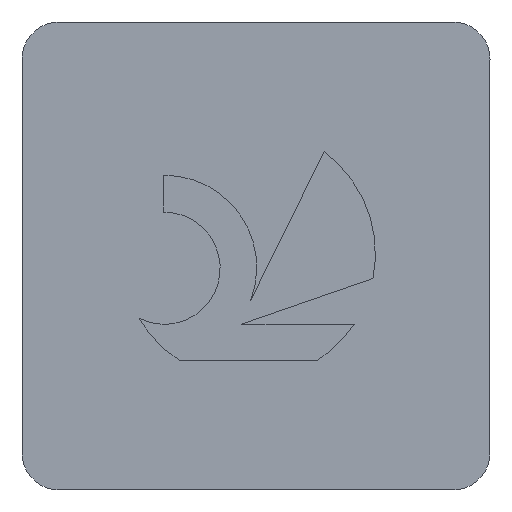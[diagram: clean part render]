
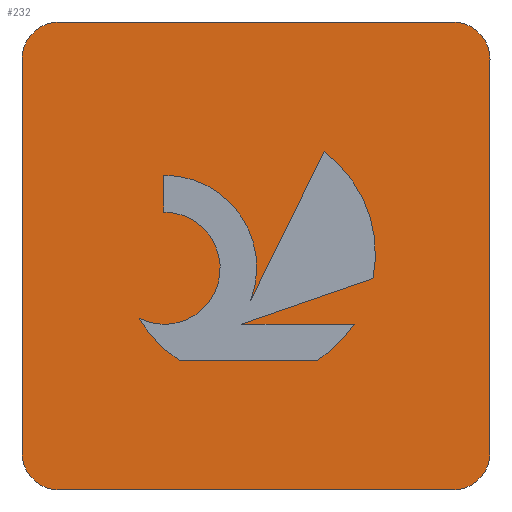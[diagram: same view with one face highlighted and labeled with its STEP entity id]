
A CAD part, top view. The second image highlights one B-rep face of the part: STEP entity #232.
In plain terms, the highlighted planar face has unit normal (0, 0, 1).
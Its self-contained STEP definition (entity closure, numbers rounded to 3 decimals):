
#150=VERTEX_POINT('',#403);
#154=EDGE_CURVE('',#348,#186,#408,.T.);
#156=VERTEX_POINT('',#410);
#160=VERTEX_POINT('',#414);
#162=EDGE_CURVE('',#350,#150,#416,.T.);
#180=VERTEX_POINT('',#436);
#182=VERTEX_POINT('',#438);
#184=EDGE_CURVE('',#186,#316,#440,.T.);
#186=VERTEX_POINT('',#442);
#200=EDGE_CURVE('',#180,#350,#456,.T.);
#204=EDGE_CURVE('',#326,#230,#460,.T.);
#210=EDGE_CURVE('',#316,#238,#467,.T.);
#216=EDGE_CURVE('',#274,#236,#473,.T.);
#226=EDGE_CURVE('',#288,#242,#485,.T.);
#230=VERTEX_POINT('',#489);
#232=ADVANCED_FACE('',(#491,#492),#493,.T.);
#236=VERTEX_POINT('',#497);
#238=VERTEX_POINT('',#499);
#240=EDGE_CURVE('',#328,#156,#501,.T.);
#242=VERTEX_POINT('',#503);
#252=EDGE_CURVE('',#160,#180,#514,.T.);
#274=VERTEX_POINT('',#540);
#288=VERTEX_POINT('',#556);
#312=EDGE_CURVE('',#182,#328,#585,.T.);
#316=VERTEX_POINT('',#589);
#320=EDGE_CURVE('',#156,#160,#594,.T.);
#326=VERTEX_POINT('',#601);
#328=VERTEX_POINT('',#603);
#330=VERTEX_POINT('',#605);
#334=EDGE_CURVE('',#236,#330,#609,.T.);
#342=EDGE_CURVE('',#344,#288,#617,.T.);
#344=VERTEX_POINT('',#619);
#348=VERTEX_POINT('',#623);
#350=VERTEX_POINT('',#625);
#354=EDGE_CURVE('',#150,#348,#629,.T.);
#358=EDGE_CURVE('',#242,#274,#633,.T.);
#360=EDGE_CURVE('',#330,#326,#635,.T.);
#366=EDGE_CURVE('',#238,#182,#641,.T.);
#374=EDGE_CURVE('',#230,#344,#649,.T.);
#403=CARTESIAN_POINT('',(6.139,5.084,0.0));
#408=CIRCLE('',#680,3.412);
#410=CARTESIAN_POINT('',(3.143,4.61,0.0));
#414=CARTESIAN_POINT('',(4.49,7.304,0.0));
#416=CIRCLE('',#691,2.479);
#436=CARTESIAN_POINT('',(3.807,7.463,0.0));
#438=CARTESIAN_POINT('',(7.94,3.484,0.0));
#440=LINE('',#720,#721);
#442=CARTESIAN_POINT('',(9.427,5.677,0.0));
#456=LINE('',#746,#747);
#460=CIRCLE('',#753,1.0);
#467=LINE('',#762,#763);
#473=LINE('',#770,#771);
#485=LINE('',#786,#787);
#489=CARTESIAN_POINT('',(12.57,1.0,0.0));
#491=FACE_BOUND('',#795,.T.);
#492=FACE_OUTER_BOUND('',#796,.T.);
#493=PLANE('',#797);
#497=CARTESIAN_POINT('',(0.0,1.0,0.0));
#499=CARTESIAN_POINT('',(8.922,4.455,0.0));
#501=CIRCLE('',#807,3.412);
#503=CARTESIAN_POINT('',(1.0,12.57,0.0));
#514=CIRCLE('',#824,1.506);
#540=CARTESIAN_POINT('',(0.,11.57,0.0));
#556=CARTESIAN_POINT('',(11.57,12.57,0.0));
#585=LINE('',#911,#912);
#589=CARTESIAN_POINT('',(5.908,4.455,0.0));
#594=CIRCLE('',#924,1.506);
#601=CARTESIAN_POINT('',(11.57,0.0,0.0));
#603=CARTESIAN_POINT('',(4.222,3.484,0.0));
#605=CARTESIAN_POINT('',(1.0,0.0,0.0));
#609=CIRCLE('',#943,1.0);
#617=CIRCLE('',#954,1.);
#619=CARTESIAN_POINT('',(12.57,11.57,0.0));
#623=CARTESIAN_POINT('',(8.112,9.086,0.0));
#625=CARTESIAN_POINT('',(3.807,8.453,0.0));
#629=LINE('',#970,#971);
#633=CIRCLE('',#978,1.);
#635=LINE('',#981,#982);
#641=CIRCLE('',#992,3.412);
#649=LINE('',#1004,#1005);
#680=AXIS2_PLACEMENT_3D('',#1030,#1031,#1032);
#691=AXIS2_PLACEMENT_3D('',#1034,#1035,#1036);
#720=CARTESIAN_POINT('',(6.36,4.612,0.0));
#721=VECTOR('',#1060,1.0);
#746=CARTESIAN_POINT('',(3.807,7.369,0.0));
#747=VECTOR('',#1065,1.0);
#753=AXIS2_PLACEMENT_3D('',#1069,#1070,#1071);
#762=CARTESIAN_POINT('',(7.604,4.455,0.0));
#763=VECTOR('',#1083,1.0);
#770=CARTESIAN_POINT('',(0.0,11.57,0.0));
#771=VECTOR('',#1084,1.0);
#786=CARTESIAN_POINT('',(11.57,12.57,0.0));
#787=VECTOR('',#1102,1.0);
#795=EDGE_LOOP('',(#1105,#1106,#1107,#1108,#1109,#1110,#1111,#1112,#1113,#1114,#1115));
#796=EDGE_LOOP('',(#1116,#1117,#1118,#1119,#1120,#1121,#1122,#1123));
#797=AXIS2_PLACEMENT_3D('',#1124,#1125,#1126);
#807=AXIS2_PLACEMENT_3D('',#1130,#1131,#1132);
#824=AXIS2_PLACEMENT_3D('',#1145,#1146,#1147);
#911=CARTESIAN_POINT('',(5.253,3.484,0.0));
#912=VECTOR('',#1257,1.0);
#924=AXIS2_PLACEMENT_3D('',#1267,#1268,#1269);
#943=AXIS2_PLACEMENT_3D('',#1282,#1283,#1284);
#954=AXIS2_PLACEMENT_3D('',#1286,#1287,#1288);
#970=CARTESIAN_POINT('',(7.378,7.597,0.0));
#971=VECTOR('',#1293,1.0);
#978=AXIS2_PLACEMENT_3D('',#1295,#1296,#1297);
#981=CARTESIAN_POINT('',(1.0,0.0,0.0));
#982=VECTOR('',#1298,1.0);
#992=AXIS2_PLACEMENT_3D('',#1303,#1304,#1305);
#1004=CARTESIAN_POINT('',(12.57,1.0,0.0));
#1005=VECTOR('',#1309,1.0);
#1030=CARTESIAN_POINT('',(6.081,6.344,0.0));
#1031=DIRECTION('',(0.0,-0.0,-1.0));
#1032=DIRECTION('',(0.981,-0.196,0.0));
#1034=CARTESIAN_POINT('',(3.826,5.975,0.0));
#1035=DIRECTION('',(0.0,-0.0,-1.0));
#1036=DIRECTION('',(0.933,-0.359,0.0));
#1060=DIRECTION('',(-0.945,-0.328,0.0));
#1065=DIRECTION('',(0.0,1.0,0.0));
#1069=CARTESIAN_POINT('',(11.57,1.,0.0));
#1070=DIRECTION('',(0.0,0.0,1.0));
#1071=DIRECTION('',(0.,-1.0,0.0));
#1083=DIRECTION('',(1.0,0.0,0.0));
#1084=DIRECTION('',(0.0,-1.0,0.0));
#1102=DIRECTION('',(-1.0,0.0,0.0));
#1105=ORIENTED_EDGE('',*,*,#200,.T.);
#1106=ORIENTED_EDGE('',*,*,#162,.T.);
#1107=ORIENTED_EDGE('',*,*,#354,.T.);
#1108=ORIENTED_EDGE('',*,*,#154,.T.);
#1109=ORIENTED_EDGE('',*,*,#184,.T.);
#1110=ORIENTED_EDGE('',*,*,#210,.T.);
#1111=ORIENTED_EDGE('',*,*,#366,.T.);
#1112=ORIENTED_EDGE('',*,*,#312,.T.);
#1113=ORIENTED_EDGE('',*,*,#240,.T.);
#1114=ORIENTED_EDGE('',*,*,#320,.T.);
#1115=ORIENTED_EDGE('',*,*,#252,.T.);
#1116=ORIENTED_EDGE('',*,*,#360,.T.);
#1117=ORIENTED_EDGE('',*,*,#204,.T.);
#1118=ORIENTED_EDGE('',*,*,#374,.T.);
#1119=ORIENTED_EDGE('',*,*,#342,.T.);
#1120=ORIENTED_EDGE('',*,*,#226,.T.);
#1121=ORIENTED_EDGE('',*,*,#358,.T.);
#1122=ORIENTED_EDGE('',*,*,#216,.T.);
#1123=ORIENTED_EDGE('',*,*,#334,.T.);
#1124=CARTESIAN_POINT('',(6.285,6.285,0.0));
#1125=DIRECTION('',(0.0,0.0,1.0));
#1126=DIRECTION('',(1.0,0.0,0.0));
#1130=CARTESIAN_POINT('',(6.081,6.344,0.0));
#1131=DIRECTION('',(-0.0,0.0,-1.0));
#1132=DIRECTION('',(-0.861,-0.508,0.0));
#1145=CARTESIAN_POINT('',(3.816,5.957,0.0));
#1146=DIRECTION('',(0.0,0.0,1.0));
#1147=DIRECTION('',(-0.447,-0.894,0.0));
#1257=DIRECTION('',(-1.0,0.0,0.0));
#1267=CARTESIAN_POINT('',(3.816,5.957,0.0));
#1268=DIRECTION('',(0.0,0.0,1.0));
#1269=DIRECTION('',(-0.447,-0.894,0.0));
#1282=CARTESIAN_POINT('',(1.,1.,0.0));
#1283=DIRECTION('',(0.0,0.0,1.0));
#1284=DIRECTION('',(-1.0,0.,0.0));
#1286=CARTESIAN_POINT('',(11.57,11.57,0.0));
#1287=DIRECTION('',(0.0,-0.0,1.0));
#1288=DIRECTION('',(1.0,0.,0.0));
#1293=DIRECTION('',(0.442,0.897,-0.0));
#1295=CARTESIAN_POINT('',(1.,11.57,0.0));
#1296=DIRECTION('',(0.0,0.0,1.0));
#1297=DIRECTION('',(0.,1.0,0.0));
#1298=DIRECTION('',(1.0,0.0,0.0));
#1303=CARTESIAN_POINT('',(6.081,6.344,0.0));
#1304=DIRECTION('',(0.0,-0.0,-1.0));
#1305=DIRECTION('',(0.545,-0.838,0.0));
#1309=DIRECTION('',(0.0,1.0,0.0));
